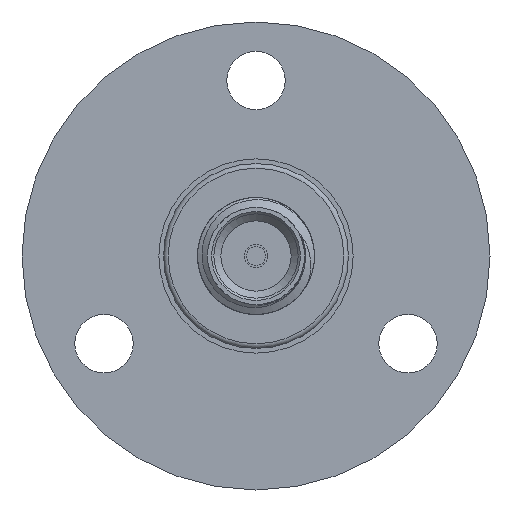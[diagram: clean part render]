
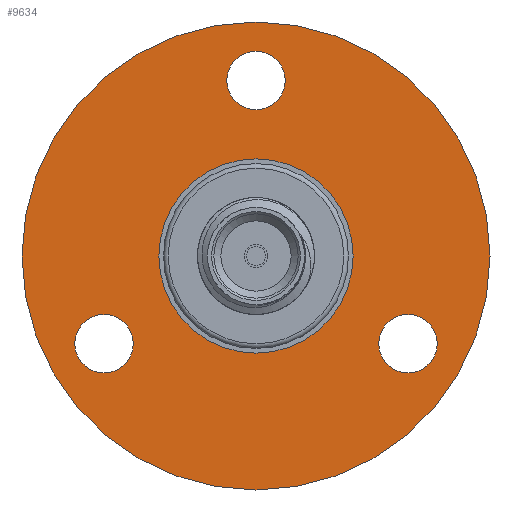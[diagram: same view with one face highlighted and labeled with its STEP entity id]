
A CAD part, left-side view. The second image highlights one B-rep face of the part: STEP entity #9634.
In plain terms, the highlighted planar face has unit normal (-1, 0, 0).
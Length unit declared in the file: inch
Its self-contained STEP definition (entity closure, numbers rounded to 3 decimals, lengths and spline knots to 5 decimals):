
#18 = DIRECTION ( 'NONE',  ( 0., 0., 1. ) ) ;
#102 = CARTESIAN_POINT ( 'NONE',  ( 0.272, 0., 0.2075 ) ) ;
#159 = CARTESIAN_POINT ( 'NONE',  ( 0.272, -0.32476, -0.125 ) ) ;
#498 = DIRECTION ( 'NONE',  ( 0., 1., 0. ) ) ;
#1496 = CARTESIAN_POINT ( 'NONE',  ( 0.272, -0.32476, -0.1875 ) ) ;
#1534 = DIRECTION ( 'NONE',  ( 1., 0., 0. ) ) ;
#2145 = VERTEX_POINT ( 'NONE', #8482 ) ;
#2319 = ORIENTED_EDGE ( 'NONE', *, *, #4257, .F. ) ;
#2526 = EDGE_LOOP ( 'NONE', ( #11432 ) ) ;
#2992 = AXIS2_PLACEMENT_3D ( 'NONE', #11900, #9074, #18 ) ;
#2996 = EDGE_LOOP ( 'NONE', ( #3158 ) ) ;
#3042 = ORIENTED_EDGE ( 'NONE', *, *, #4187, .F. ) ;
#3098 = PLANE ( 'NONE',  #9881 ) ;
#3158 = ORIENTED_EDGE ( 'NONE', *, *, #9334, .F. ) ;
#3222 = FACE_BOUND ( 'NONE', #5991, .T. ) ;
#3303 = DIRECTION ( 'NONE',  ( 0., 0., 1. ) ) ;
#3589 = AXIS2_PLACEMENT_3D ( 'NONE', #8932, #11754, #6206 ) ;
#3631 = ORIENTED_EDGE ( 'NONE', *, *, #9686, .F. ) ;
#3954 = CIRCLE ( 'NONE', #2992, 0.5 ) ;
#4003 = CARTESIAN_POINT ( 'NONE',  ( 0.272, 0.2075, 0. ) ) ;
#4187 = EDGE_CURVE ( 'NONE', #4513, #4513, #10318, .T. ) ;
#4257 = EDGE_CURVE ( 'NONE', #7469, #7469, #5867, .T. ) ;
#4339 = AXIS2_PLACEMENT_3D ( 'NONE', #8890, #5258, #4476 ) ;
#4476 = DIRECTION ( 'NONE',  ( 0., 0., 1. ) ) ;
#4513 = VERTEX_POINT ( 'NONE', #102 ) ;
#4683 = EDGE_CURVE ( 'NONE', #4691, #4691, #3954, .T. ) ;
#4691 = VERTEX_POINT ( 'NONE', #8361 ) ;
#5258 = DIRECTION ( 'NONE',  ( -1., 0., 0. ) ) ;
#5593 = CARTESIAN_POINT ( 'NONE',  ( 0.272, 0., 0.4375 ) ) ;
#5683 = EDGE_LOOP ( 'NONE', ( #3042 ) ) ;
#5867 = CIRCLE ( 'NONE', #3589, 0.0625 ) ;
#5991 = EDGE_LOOP ( 'NONE', ( #2319 ) ) ;
#6048 = CARTESIAN_POINT ( 'NONE',  ( 0.272, 0.32476, -0.1875 ) ) ;
#6110 = FACE_BOUND ( 'NONE', #5683, .T. ) ;
#6206 = DIRECTION ( 'NONE',  ( 0., 0., 1. ) ) ;
#6605 = AXIS2_PLACEMENT_3D ( 'NONE', #6048, #8580, #6826 ) ;
#6826 = DIRECTION ( 'NONE',  ( 0., 0., 1. ) ) ;
#7010 = FACE_BOUND ( 'NONE', #2996, .T. ) ;
#7188 = CIRCLE ( 'NONE', #6605, 0.0625 ) ;
#7469 = VERTEX_POINT ( 'NONE', #5593 ) ;
#7529 = VERTEX_POINT ( 'NONE', #159 ) ;
#8361 = CARTESIAN_POINT ( 'NONE',  ( 0.272, 0., 0.5 ) ) ;
#8482 = CARTESIAN_POINT ( 'NONE',  ( 0.272, 0.32476, -0.125 ) ) ;
#8580 = DIRECTION ( 'NONE',  ( -1., 0., 0. ) ) ;
#8890 = CARTESIAN_POINT ( 'NONE',  ( 0.272, 0., 0. ) ) ;
#8909 = DIRECTION ( 'NONE',  ( -1., 0., 0. ) ) ;
#8932 = CARTESIAN_POINT ( 'NONE',  ( 0.272, 0., 0.375 ) ) ;
#9074 = DIRECTION ( 'NONE',  ( -1., 0., 0. ) ) ;
#9334 = EDGE_CURVE ( 'NONE', #7529, #7529, #9496, .T. ) ;
#9496 = CIRCLE ( 'NONE', #10266, 0.0625 ) ;
#9596 = FACE_BOUND ( 'NONE', #9764, .T. ) ;
#9634 = ADVANCED_FACE ( 'NONE', ( #7010, #9596, #3222, #6110, #11349 ), #3098, .F. ) ;
#9686 = EDGE_CURVE ( 'NONE', #2145, #2145, #7188, .T. ) ;
#9764 = EDGE_LOOP ( 'NONE', ( #3631 ) ) ;
#9881 = AXIS2_PLACEMENT_3D ( 'NONE', #4003, #1534, #498 ) ;
#10266 = AXIS2_PLACEMENT_3D ( 'NONE', #1496, #8909, #3303 ) ;
#10318 = CIRCLE ( 'NONE', #4339, 0.2075 ) ;
#11349 = FACE_OUTER_BOUND ( 'NONE', #2526, .T. ) ;
#11432 = ORIENTED_EDGE ( 'NONE', *, *, #4683, .T. ) ;
#11754 = DIRECTION ( 'NONE',  ( -1., 0., 0. ) ) ;
#11900 = CARTESIAN_POINT ( 'NONE',  ( 0.272, 0., 0. ) ) ;
